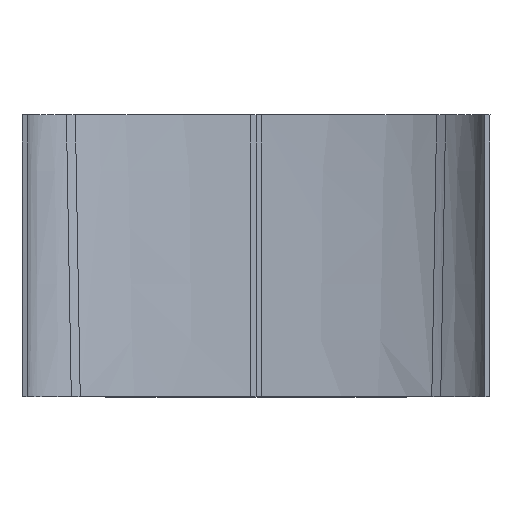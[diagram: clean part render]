
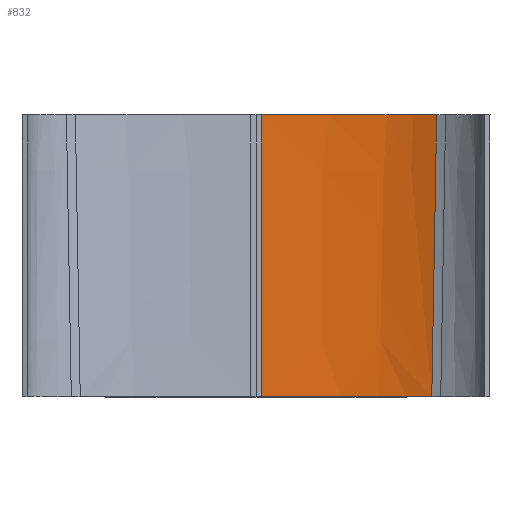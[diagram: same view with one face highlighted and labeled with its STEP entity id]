
A CAD part, front view. The second image highlights one B-rep face of the part: STEP entity #832.
In plain terms, the highlighted free-form (B-spline) face has degree [5, 3] with [6, 4] control points.
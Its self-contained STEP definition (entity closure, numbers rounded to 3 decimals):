
#403=CARTESIAN_POINT('Vertex',(102.295,221.496,0.)) ;
#469=CARTESIAN_POINT('Vertex',(105.146,228.059,164.)) ;
#473=CARTESIAN_POINT('Control Point',(105.146,228.059,164.)) ;
#474=CARTESIAN_POINT('Control Point',(104.576,226.747,131.2)) ;
#475=CARTESIAN_POINT('Control Point',(104.006,225.434,98.4)) ;
#476=CARTESIAN_POINT('Control Point',(103.435,224.121,65.6)) ;
#477=CARTESIAN_POINT('Control Point',(102.865,222.809,32.8)) ;
#478=CARTESIAN_POINT('Control Point',(102.295,221.496,0.)) ;
#729=CARTESIAN_POINT('Vertex',(3.001,245.987,164.)) ;
#733=CARTESIAN_POINT('Control Point',(3.001,245.987,164.)) ;
#734=CARTESIAN_POINT('Control Point',(7.297,245.987,164.)) ;
#735=CARTESIAN_POINT('Control Point',(11.688,245.934,164.)) ;
#736=CARTESIAN_POINT('Control Point',(15.766,245.824,164.)) ;
#737=CARTESIAN_POINT('Control Point',(22.983,245.552,164.)) ;
#738=CARTESIAN_POINT('Control Point',(28.469,245.234,164.)) ;
#739=CARTESIAN_POINT('Control Point',(30.811,245.079,164.)) ;
#740=CARTESIAN_POINT('Control Point',(35.096,244.77,164.)) ;
#741=CARTESIAN_POINT('Control Point',(39.385,244.396,164.)) ;
#742=CARTESIAN_POINT('Control Point',(41.731,244.177,164.)) ;
#743=CARTESIAN_POINT('Control Point',(47.231,243.612,164.)) ;
#744=CARTESIAN_POINT('Control Point',(54.486,242.671,164.)) ;
#745=CARTESIAN_POINT('Control Point',(58.592,242.078,164.)) ;
#746=CARTESIAN_POINT('Control Point',(71.717,239.839,164.)) ;
#747=CARTESIAN_POINT('Control Point',(84.094,236.761,164.)) ;
#748=CARTESIAN_POINT('Control Point',(91.806,234.316,164.)) ;
#749=CARTESIAN_POINT('Control Point',(98.876,231.428,164.)) ;
#750=CARTESIAN_POINT('Control Point',(105.146,228.059,164.)) ;
#760=CARTESIAN_POINT('Control Point',(3.,235.,0.)) ;
#761=CARTESIAN_POINT('Control Point',(36.403,234.825,0.)) ;
#762=CARTESIAN_POINT('Control Point',(74.599,232.121,0.)) ;
#763=CARTESIAN_POINT('Control Point',(102.295,221.496,0.)) ;
#764=CARTESIAN_POINT('Control Point',(3.,237.197,32.8)) ;
#765=CARTESIAN_POINT('Control Point',(36.636,237.058,32.8)) ;
#766=CARTESIAN_POINT('Control Point',(75.566,234.072,32.8)) ;
#767=CARTESIAN_POINT('Control Point',(102.865,222.809,32.8)) ;
#768=CARTESIAN_POINT('Control Point',(3.,239.395,65.6)) ;
#769=CARTESIAN_POINT('Control Point',(36.87,239.29,65.6)) ;
#770=CARTESIAN_POINT('Control Point',(76.532,236.023,65.6)) ;
#771=CARTESIAN_POINT('Control Point',(103.435,224.121,65.6)) ;
#772=CARTESIAN_POINT('Control Point',(3.,241.592,98.4)) ;
#773=CARTESIAN_POINT('Control Point',(37.103,241.522,98.4)) ;
#774=CARTESIAN_POINT('Control Point',(77.499,237.974,98.4)) ;
#775=CARTESIAN_POINT('Control Point',(104.006,225.434,98.4)) ;
#776=CARTESIAN_POINT('Control Point',(3.,243.79,131.2)) ;
#777=CARTESIAN_POINT('Control Point',(37.336,243.755,131.2)) ;
#778=CARTESIAN_POINT('Control Point',(78.465,239.925,131.2)) ;
#779=CARTESIAN_POINT('Control Point',(104.576,226.747,131.2)) ;
#780=CARTESIAN_POINT('Control Point',(3.001,245.987,164.)) ;
#781=CARTESIAN_POINT('Control Point',(37.569,245.987,164.)) ;
#782=CARTESIAN_POINT('Control Point',(79.432,241.875,164.)) ;
#783=CARTESIAN_POINT('Control Point',(105.146,228.059,164.)) ;
#785=CARTESIAN_POINT('Control Point',(3.,235.,0.)) ;
#786=CARTESIAN_POINT('Control Point',(3.,237.197,32.8)) ;
#787=CARTESIAN_POINT('Control Point',(3.,239.395,65.6)) ;
#788=CARTESIAN_POINT('Control Point',(3.,241.592,98.4)) ;
#789=CARTESIAN_POINT('Control Point',(3.,243.79,131.2)) ;
#790=CARTESIAN_POINT('Control Point',(3.001,245.987,164.)) ;
#791=CARTESIAN_POINT('Vertex',(3.,235.,0.)) ;
#795=CARTESIAN_POINT('Control Point',(3.,235.,0.)) ;
#796=CARTESIAN_POINT('Control Point',(4.479,234.992,0.)) ;
#797=CARTESIAN_POINT('Control Point',(5.966,234.98,0.)) ;
#798=CARTESIAN_POINT('Control Point',(7.311,234.965,0.)) ;
#799=CARTESIAN_POINT('Control Point',(9.631,234.933,0.)) ;
#800=CARTESIAN_POINT('Control Point',(11.28,234.904,0.)) ;
#801=CARTESIAN_POINT('Control Point',(11.953,234.891,0.)) ;
#802=CARTESIAN_POINT('Control Point',(13.149,234.867,0.)) ;
#803=CARTESIAN_POINT('Control Point',(14.348,234.84,0.)) ;
#804=CARTESIAN_POINT('Control Point',(15.024,234.824,0.)) ;
#805=CARTESIAN_POINT('Control Point',(16.687,234.782,0.)) ;
#806=CARTESIAN_POINT('Control Point',(19.048,234.711,0.)) ;
#807=CARTESIAN_POINT('Control Point',(20.424,234.667,0.)) ;
#808=CARTESIAN_POINT('Control Point',(27.381,234.412,0.)) ;
#809=CARTESIAN_POINT('Control Point',(34.396,234.036,0.)) ;
#810=CARTESIAN_POINT('Control Point',(39.282,233.684,0.)) ;
#811=CARTESIAN_POINT('Control Point',(47.675,232.975,0.)) ;
#812=CARTESIAN_POINT('Control Point',(53.843,232.296,0.)) ;
#813=CARTESIAN_POINT('Control Point',(56.503,231.975,0.)) ;
#814=CARTESIAN_POINT('Control Point',(61.043,231.393,0.)) ;
#815=CARTESIAN_POINT('Control Point',(66.144,230.626,0.)) ;
#816=CARTESIAN_POINT('Control Point',(68.56,230.24,0.)) ;
#817=CARTESIAN_POINT('Control Point',(73.991,229.301,0.)) ;
#818=CARTESIAN_POINT('Control Point',(80.541,227.942,0.)) ;
#819=CARTESIAN_POINT('Control Point',(84.078,227.137,0.)) ;
#820=CARTESIAN_POINT('Control Point',(90.097,225.583,0.)) ;
#821=CARTESIAN_POINT('Control Point',(95.846,223.801,0.)) ;
#822=CARTESIAN_POINT('Control Point',(98.044,223.07,0.)) ;
#823=CARTESIAN_POINT('Control Point',(100.195,222.302,0.)) ;
#824=CARTESIAN_POINT('Control Point',(102.295,221.496,0.)) ;
#479=EDGE_CURVE('',#404,#470,#472,.F.) ;
#751=EDGE_CURVE('',#730,#470,#732,.T.) ;
#793=EDGE_CURVE('',#792,#730,#784,.T.) ;
#825=EDGE_CURVE('',#792,#404,#794,.T.) ;
#827=ORIENTED_EDGE('',*,*,#793,.F.) ;
#828=ORIENTED_EDGE('',*,*,#825,.T.) ;
#829=ORIENTED_EDGE('',*,*,#479,.T.) ;
#830=ORIENTED_EDGE('',*,*,#751,.F.) ;
#826=EDGE_LOOP('',(#827,#828,#829,#830)) ;
#404=VERTEX_POINT('',#403) ;
#470=VERTEX_POINT('',#469) ;
#730=VERTEX_POINT('',#729) ;
#792=VERTEX_POINT('',#791) ;
#832=ADVANCED_FACE('PartBody',(#831),#759,.F.) ;
#472=B_SPLINE_CURVE_WITH_KNOTS('',5,(#473,#474,#475,#476,#477,#478),.UNSPECIFIED.,.F.,.U.,(6,6),(0.,164.095),.UNSPECIFIED.) ;
#732=B_SPLINE_CURVE_WITH_KNOTS('',5,(#733,#734,#735,#736,#737,#738,#739,#740,#741,#742,#743,#744,#745,#746,#747,#748,#749,#750),.UNSPECIFIED.,.F.,.U.,(6,3,3,3,3,6),(0.,2.936,5.872,8.808,11.744,17.503),.UNSPECIFIED.) ;
#784=B_SPLINE_CURVE_WITH_KNOTS('',5,(#785,#786,#787,#788,#789,#790),.UNSPECIFIED.,.F.,.U.,(6,6),(0.,164.317),.UNSPECIFIED.) ;
#794=B_SPLINE_CURVE_WITH_KNOTS('',5,(#795,#796,#797,#798,#799,#800,#801,#802,#803,#804,#805,#806,#807,#808,#809,#810,#811,#812,#813,#814,#815,#816,#817,#818,#819,#820,#821,#822,#823,#824),.UNSPECIFIED.,.F.,.U.,(6,3,3,3,3,3,3,3,3,6),(0.,1.046,2.092,3.138,4.184,7.881,11.578,14.38,17.181,18.972),.UNSPECIFIED.) ;
#759=B_SPLINE_SURFACE_WITH_KNOTS('',5,3,((#760,#761,#762,#763),(#764,#765,#766,#767),(#768,#769,#770,#771),(#772,#773,#774,#775),(#776,#777,#778,#779),(#780,#781,#782,#783)),.UNSPECIFIED.,.F.,.F.,.U.,(6,6),(4,4),(0.,164.317),(0.,10.021),.UNSPECIFIED.) ;
#831=FACE_OUTER_BOUND('',#826,.T.) ;
